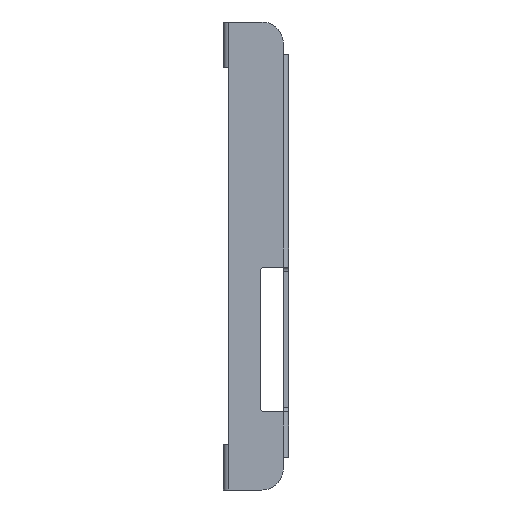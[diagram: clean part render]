
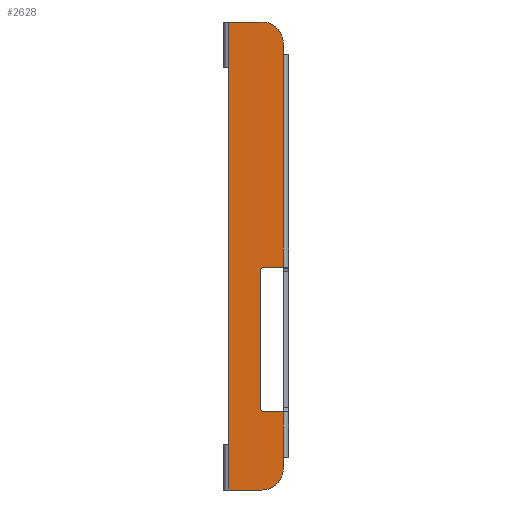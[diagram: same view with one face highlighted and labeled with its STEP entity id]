
A CAD part, front view. The second image highlights one B-rep face of the part: STEP entity #2628.
In plain terms, the highlighted planar face has unit normal (0, -1, 0).
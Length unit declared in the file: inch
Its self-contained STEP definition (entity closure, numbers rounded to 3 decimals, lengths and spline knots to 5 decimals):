
#473=DIRECTION('',(1.,0.,0.));
#474=VECTOR('',#473,0.391);
#475=CARTESIAN_POINT('',(-0.703,-0.702,2.75));
#476=LINE('',#475,#474);
#477=DIRECTION('',(0.,0.,-1.));
#478=VECTOR('',#477,0.13);
#479=CARTESIAN_POINT('',(-0.062,-0.702,2.5));
#480=LINE('',#479,#478);
#481=DIRECTION('',(-1.,0.,0.));
#482=VECTOR('',#481,0.001);
#483=CARTESIAN_POINT('',(-0.061,-0.702,2.37));
#484=LINE('',#483,#482);
#485=DIRECTION('',(-1.,0.,0.));
#486=VECTOR('',#485,0.219);
#487=CARTESIAN_POINT('',(-0.061,-0.702,-0.13));
#488=LINE('',#487,#486);
#489=DIRECTION('',(0.,0.,-1.));
#490=VECTOR('',#489,1.6);
#491=CARTESIAN_POINT('',(-0.33,-0.702,-0.18));
#492=LINE('',#491,#490);
#493=DIRECTION('',(-1.,0.,0.));
#494=VECTOR('',#493,0.219);
#495=CARTESIAN_POINT('',(-0.061,-0.702,-1.83));
#496=LINE('',#495,#494);
#497=DIRECTION('',(-1.,0.,0.));
#498=VECTOR('',#497,0.001);
#499=CARTESIAN_POINT('',(-0.061,-0.702,-2.37));
#500=LINE('',#499,#498);
#501=DIRECTION('',(0.,0.,1.));
#502=VECTOR('',#501,0.13);
#503=CARTESIAN_POINT('',(-0.062,-0.702,-2.5));
#504=LINE('',#503,#502);
#505=DIRECTION('',(0.,0.,1.));
#506=VECTOR('',#505,4.44);
#507=CARTESIAN_POINT('',(-0.702,-0.702,-2.22));
#508=LINE('',#507,#506);
#509=DIRECTION('',(-1.,0.,0.));
#510=VECTOR('',#509,0.001);
#511=CARTESIAN_POINT('',(-0.702,-0.702,2.22));
#512=LINE('',#511,#510);
#522=DIRECTION('',(0.,0.,1.));
#523=VECTOR('',#522,0.53);
#524=CARTESIAN_POINT('',(-0.703,-0.702,2.22));
#525=LINE('',#524,#523);
#573=DIRECTION('',(-1.,0.,0.));
#574=VECTOR('',#573,0.001);
#575=CARTESIAN_POINT('',(-0.702,-0.702,-2.22));
#576=LINE('',#575,#574);
#586=DIRECTION('',(0.,0.,1.));
#587=VECTOR('',#586,0.53);
#588=CARTESIAN_POINT('',(-0.703,-0.702,-2.75));
#589=LINE('',#588,#587);
#617=DIRECTION('',(1.,0.,0.));
#618=VECTOR('',#617,0.391);
#619=CARTESIAN_POINT('',(-0.703,-0.702,-2.75));
#620=LINE('',#619,#618);
#629=CARTESIAN_POINT('',(-0.312,-0.702,-2.5));
#630=DIRECTION('',(0.,-1.,0.));
#631=DIRECTION('',(0.,0.,-1.));
#632=AXIS2_PLACEMENT_3D('',#629,#630,#631);
#794=DIRECTION('',(0.,0.,-1.));
#795=VECTOR('',#794,0.54);
#796=CARTESIAN_POINT('',(-0.061,-0.702,-1.83));
#797=LINE('',#796,#795);
#812=CARTESIAN_POINT('',(-0.28,-0.702,-1.78));
#813=DIRECTION('',(0.,1.,0.));
#814=DIRECTION('',(0.,0.,-1.));
#815=AXIS2_PLACEMENT_3D('',#812,#813,#814);
#821=CARTESIAN_POINT('',(-0.28,-0.702,-0.18));
#822=DIRECTION('',(0.,1.,0.));
#823=DIRECTION('',(-1.,0.,0.));
#824=AXIS2_PLACEMENT_3D('',#821,#822,#823);
#848=DIRECTION('',(0.,0.,-1.));
#849=VECTOR('',#848,2.5);
#850=CARTESIAN_POINT('',(-0.061,-0.702,2.37));
#851=LINE('',#850,#849);
#1264=CARTESIAN_POINT('',(-0.312,-0.702,2.5));
#1265=DIRECTION('',(0.,-1.,0.));
#1266=DIRECTION('',(1.,0.,0.));
#1267=AXIS2_PLACEMENT_3D('',#1264,#1265,#1266);
#1537=CARTESIAN_POINT('',(-0.28,-0.702,-1.83));
#1538=CARTESIAN_POINT('',(-0.33,-0.702,-1.78));
#1539=VERTEX_POINT('',#1537);
#1540=VERTEX_POINT('',#1538);
#1549=CARTESIAN_POINT('',(-0.33,-0.702,-0.18));
#1550=CARTESIAN_POINT('',(-0.28,-0.702,-0.13));
#1551=VERTEX_POINT('',#1549);
#1552=VERTEX_POINT('',#1550);
#1593=CARTESIAN_POINT('',(-0.702,-0.702,-2.22));
#1594=CARTESIAN_POINT('',(-0.702,-0.702,2.22));
#1595=VERTEX_POINT('',#1593);
#1596=VERTEX_POINT('',#1594);
#1662=CARTESIAN_POINT('',(-0.312,-0.702,-2.75));
#1664=VERTEX_POINT('',#1662);
#1665=CARTESIAN_POINT('',(-0.062,-0.702,-2.5));
#1666=VERTEX_POINT('',#1665);
#1677=CARTESIAN_POINT('',(-0.312,-0.702,2.75));
#1679=VERTEX_POINT('',#1677);
#1683=CARTESIAN_POINT('',(-0.062,-0.702,2.5));
#1684=VERTEX_POINT('',#1683);
#1695=CARTESIAN_POINT('',(-0.062,-0.702,-2.37));
#1696=VERTEX_POINT('',#1695);
#1699=CARTESIAN_POINT('',(-0.062,-0.702,2.37));
#1700=VERTEX_POINT('',#1699);
#1849=CARTESIAN_POINT('',(-0.703,-0.702,2.75));
#1850=VERTEX_POINT('',#1849);
#1851=CARTESIAN_POINT('',(-0.703,-0.702,2.22));
#1852=VERTEX_POINT('',#1851);
#1857=CARTESIAN_POINT('',(-0.703,-0.702,-2.22));
#1858=VERTEX_POINT('',#1857);
#1859=CARTESIAN_POINT('',(-0.703,-0.702,-2.75));
#1860=VERTEX_POINT('',#1859);
#1897=CARTESIAN_POINT('',(-0.061,-0.702,-0.13));
#1898=VERTEX_POINT('',#1897);
#1899=CARTESIAN_POINT('',(-0.061,-0.702,2.37));
#1900=VERTEX_POINT('',#1899);
#1905=CARTESIAN_POINT('',(-0.061,-0.702,-2.37));
#1906=VERTEX_POINT('',#1905);
#1907=CARTESIAN_POINT('',(-0.061,-0.702,-1.83));
#1908=VERTEX_POINT('',#1907);
#2583=CARTESIAN_POINT('',(-0.702,-0.702,-2.75));
#2584=DIRECTION('',(0.,-1.,0.));
#2585=DIRECTION('',(1.,0.,0.));
#2586=AXIS2_PLACEMENT_3D('',#2583,#2584,#2585);
#2587=PLANE('',#2586);
#2589=ORIENTED_EDGE('',*,*,#2588,.T.);
#2591=ORIENTED_EDGE('',*,*,#2590,.T.);
#2593=ORIENTED_EDGE('',*,*,#2592,.F.);
#2594=ORIENTED_EDGE('',*,*,#2575,.T.);
#2595=ORIENTED_EDGE('',*,*,#2191,.F.);
#2597=ORIENTED_EDGE('',*,*,#2596,.T.);
#2599=ORIENTED_EDGE('',*,*,#2598,.T.);
#2601=ORIENTED_EDGE('',*,*,#2600,.F.);
#2603=ORIENTED_EDGE('',*,*,#2602,.T.);
#2605=ORIENTED_EDGE('',*,*,#2604,.F.);
#2607=ORIENTED_EDGE('',*,*,#2606,.F.);
#2609=ORIENTED_EDGE('',*,*,#2608,.T.);
#2611=ORIENTED_EDGE('',*,*,#2610,.T.);
#2613=ORIENTED_EDGE('',*,*,#2612,.F.);
#2615=ORIENTED_EDGE('',*,*,#2614,.F.);
#2617=ORIENTED_EDGE('',*,*,#2616,.F.);
#2619=ORIENTED_EDGE('',*,*,#2618,.T.);
#2621=ORIENTED_EDGE('',*,*,#2620,.F.);
#2623=ORIENTED_EDGE('',*,*,#2622,.T.);
#2625=ORIENTED_EDGE('',*,*,#2624,.T.);
#2626=EDGE_LOOP('',(#2589,#2591,#2593,#2594,#2595,#2597,#2599,#2601,#2603,#2605,
#2607,#2609,#2611,#2613,#2615,#2617,#2619,#2621,#2623,#2625));
#2627=FACE_OUTER_BOUND('',#2626,.F.);
#2628=ADVANCED_FACE('',(#2627),#2587,.T.);
#633=CIRCLE('',#632,0.25);
#816=CIRCLE('',#815,0.05);
#825=CIRCLE('',#824,0.05);
#1268=CIRCLE('',#1267,0.25);
#2191=EDGE_CURVE('',#1900,#1700,#484,.T.);
#2575=EDGE_CURVE('',#1684,#1700,#480,.T.);
#2588=EDGE_CURVE('',#1852,#1850,#525,.T.);
#2590=EDGE_CURVE('',#1850,#1679,#476,.T.);
#2592=EDGE_CURVE('',#1684,#1679,#1268,.T.);
#2596=EDGE_CURVE('',#1900,#1898,#851,.T.);
#2598=EDGE_CURVE('',#1898,#1552,#488,.T.);
#2600=EDGE_CURVE('',#1551,#1552,#825,.T.);
#2602=EDGE_CURVE('',#1551,#1540,#492,.T.);
#2604=EDGE_CURVE('',#1539,#1540,#816,.T.);
#2606=EDGE_CURVE('',#1908,#1539,#496,.T.);
#2608=EDGE_CURVE('',#1908,#1906,#797,.T.);
#2610=EDGE_CURVE('',#1906,#1696,#500,.T.);
#2612=EDGE_CURVE('',#1666,#1696,#504,.T.);
#2614=EDGE_CURVE('',#1664,#1666,#633,.T.);
#2616=EDGE_CURVE('',#1860,#1664,#620,.T.);
#2618=EDGE_CURVE('',#1860,#1858,#589,.T.);
#2620=EDGE_CURVE('',#1595,#1858,#576,.T.);
#2622=EDGE_CURVE('',#1595,#1596,#508,.T.);
#2624=EDGE_CURVE('',#1596,#1852,#512,.T.);
